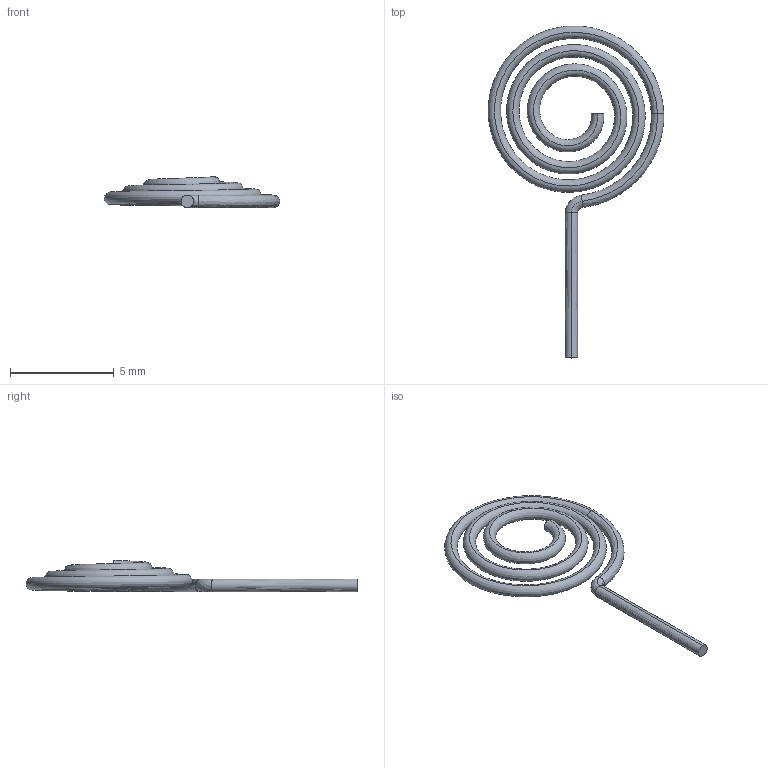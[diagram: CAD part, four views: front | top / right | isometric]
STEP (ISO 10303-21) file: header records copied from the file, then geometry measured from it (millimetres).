
FILE_DESCRIPTION (( 'STEP AP203' ), '1' );
FILE_NAME ('keystone-PN242_2.STEP', '2020-10-28T13:19:20', ( '' ), ( '' ), 'SwSTEP 2.0', 'SolidWorks 2019', '' );
FILE_SCHEMA (( 'CONFIG_CONTROL_DESIGN' ));
Length unit declared in the file: millimetre
Products named in the file (1): keystone-PN242_2
Bounding box: 8.45 x 15.98 x 1.5 mm (x, y, z)
Volume: 18.5 mm3; surface area: 124.6 mm2
Topology: 1 solids, 1 shells, 10 faces, 18 edges, 10 vertices
Faces by surface type: bspline 8, plane 2
Entity records: 1531 total; most frequent: CARTESIAN_POINT 1317, ORIENTED_EDGE 36, EDGE_CURVE 18, DIRECTION 14, ADVANCED_FACE 10, VERTEX_POINT 10, B_SPLINE_CURVE_WITH_KNOTS 10, EDGE_LOOP 10
